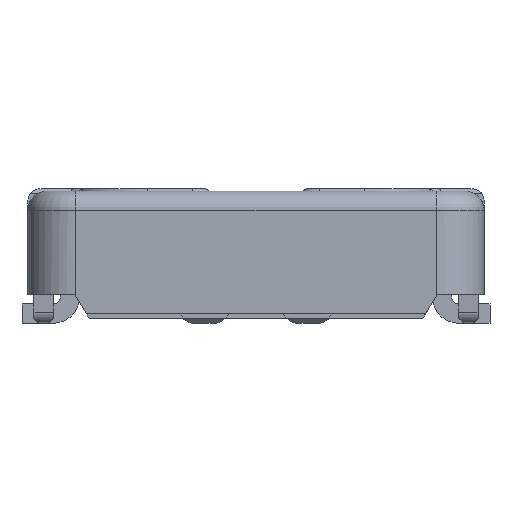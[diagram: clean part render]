
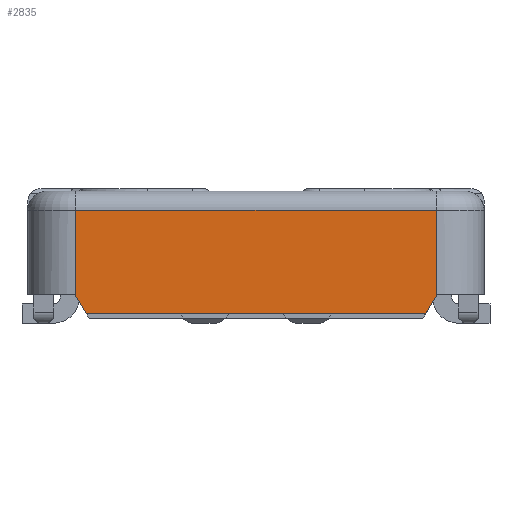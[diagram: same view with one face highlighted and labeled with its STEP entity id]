
A CAD part, front view. The second image highlights one B-rep face of the part: STEP entity #2835.
In plain terms, the highlighted planar face has unit normal (0, -1, 0).
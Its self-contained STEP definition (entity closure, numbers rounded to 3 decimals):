
#31 = LINE ( 'NONE', #16452, #16333 ) ;
#95 = CARTESIAN_POINT ( 'NONE',  ( 0.755, -2.05, 0.12 ) ) ;
#398 = ORIENTED_EDGE ( 'NONE', *, *, #10515, .F. ) ;
#592 = DIRECTION ( 'NONE',  ( 0., 0., 1. ) ) ;
#1429 = VERTEX_POINT ( 'NONE', #13079 ) ;
#2003 = EDGE_CURVE ( 'NONE', #12363, #4406, #2996, .T. ) ;
#2790 = VERTEX_POINT ( 'NONE', #3961 ) ;
#2817 = ORIENTED_EDGE ( 'NONE', *, *, #2003, .T. ) ;
#2835 = ADVANCED_FACE ( 'NONE', ( #13808 ), #5268, .T. ) ;
#2996 = LINE ( 'NONE', #14521, #16299 ) ;
#3402 = CARTESIAN_POINT ( 'NONE',  ( 0.707, -2.05, 0.04 ) ) ;
#3894 = VERTEX_POINT ( 'NONE', #15862 ) ;
#3910 = VECTOR ( 'NONE', #3988, 1000. ) ;
#3961 = CARTESIAN_POINT ( 'NONE',  ( 0.75, -2.05, 0.112 ) ) ;
#3988 = DIRECTION ( 'NONE',  ( -0.514, 0., -0.857 ) ) ;
#4013 = CARTESIAN_POINT ( 'NONE',  ( 0., -2.05, 0. ) ) ;
#4066 = ORIENTED_EDGE ( 'NONE', *, *, #16248, .F. ) ;
#4406 = VERTEX_POINT ( 'NONE', #6699 ) ;
#4727 = DIRECTION ( 'NONE',  ( -1., 0., 0. ) ) ;
#4878 = EDGE_LOOP ( 'NONE', ( #11258, #14234, #398, #2817, #11550, #4066 ) ) ;
#5268 = PLANE ( 'NONE',  #10008 ) ;
#5269 = CARTESIAN_POINT ( 'NONE',  ( 0.75, -2.05, 0. ) ) ;
#5325 = DIRECTION ( 'NONE',  ( 0., 0., 1. ) ) ;
#6189 = EDGE_CURVE ( 'NONE', #15663, #4406, #6316, .T. ) ;
#6316 = LINE ( 'NONE', #9608, #9754 ) ;
#6699 = CARTESIAN_POINT ( 'NONE',  ( -0.75, -2.05, 0.47 ) ) ;
#6759 = CARTESIAN_POINT ( 'NONE',  ( -0.75, -2.05, 0.112 ) ) ;
#6800 = VECTOR ( 'NONE', #4727, 1000. ) ;
#6841 = VECTOR ( 'NONE', #9104, 1000. ) ;
#6849 = DIRECTION ( 'NONE',  ( -1., 0., 0. ) ) ;
#7376 = LINE ( 'NONE', #95, #3910 ) ;
#7859 = EDGE_CURVE ( 'NONE', #3894, #1429, #13607, .T. ) ;
#8793 = DIRECTION ( 'NONE',  ( -0.514, 0., 0.857 ) ) ;
#9104 = DIRECTION ( 'NONE',  ( 0., 0., -1. ) ) ;
#9608 = CARTESIAN_POINT ( 'NONE',  ( -0.75, -2.05, 0. ) ) ;
#9754 = VECTOR ( 'NONE', #592, 1000. ) ;
#10008 = AXIS2_PLACEMENT_3D ( 'NONE', #4013, #12996, #5325 ) ;
#10515 = EDGE_CURVE ( 'NONE', #12363, #2790, #13257, .T. ) ;
#11258 = ORIENTED_EDGE ( 'NONE', *, *, #7859, .F. ) ;
#11520 = EDGE_CURVE ( 'NONE', #2790, #3894, #7376, .T. ) ;
#11550 = ORIENTED_EDGE ( 'NONE', *, *, #6189, .F. ) ;
#12363 = VERTEX_POINT ( 'NONE', #14584 ) ;
#12996 = DIRECTION ( 'NONE',  ( 0., -1., 0. ) ) ;
#13079 = CARTESIAN_POINT ( 'NONE',  ( -0.707, -2.05, 0.04 ) ) ;
#13257 = LINE ( 'NONE', #5269, #6841 ) ;
#13607 = LINE ( 'NONE', #3402, #6800 ) ;
#13808 = FACE_OUTER_BOUND ( 'NONE', #4878, .T. ) ;
#14234 = ORIENTED_EDGE ( 'NONE', *, *, #11520, .F. ) ;
#14521 = CARTESIAN_POINT ( 'NONE',  ( 0.95, -2.05, 0.47 ) ) ;
#14584 = CARTESIAN_POINT ( 'NONE',  ( 0.75, -2.05, 0.47 ) ) ;
#15663 = VERTEX_POINT ( 'NONE', #6759 ) ;
#15862 = CARTESIAN_POINT ( 'NONE',  ( 0.707, -2.05, 0.04 ) ) ;
#16248 = EDGE_CURVE ( 'NONE', #1429, #15663, #31, .T. ) ;
#16299 = VECTOR ( 'NONE', #6849, 1000. ) ;
#16333 = VECTOR ( 'NONE', #8793, 1000. ) ;
#16452 = CARTESIAN_POINT ( 'NONE',  ( -0.707, -2.05, 0.04 ) ) ;
